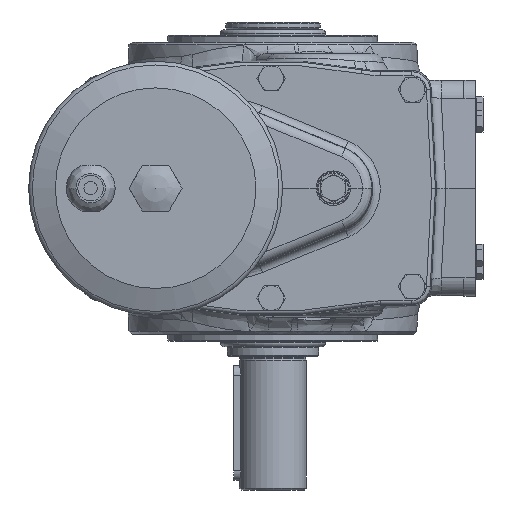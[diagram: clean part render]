
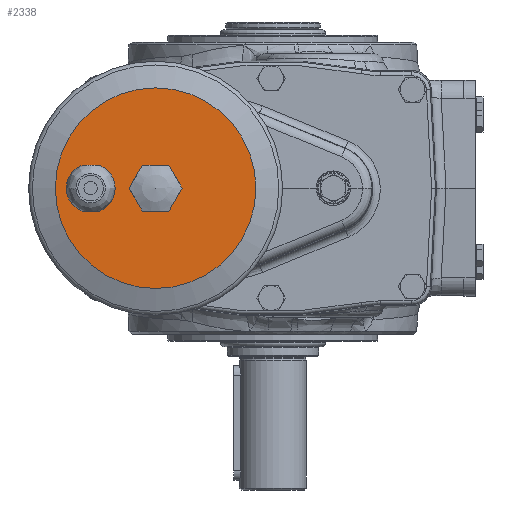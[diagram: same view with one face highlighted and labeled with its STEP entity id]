
A CAD part, left-side view. The second image highlights one B-rep face of the part: STEP entity #2338.
In plain terms, the highlighted planar face has unit normal (-1, 0, 0).
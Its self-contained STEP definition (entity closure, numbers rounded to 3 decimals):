
#2338 = ADVANCED_FACE( '', ( #5228, #5229, #5230 ), #5231, .T. );
#5228 = FACE_BOUND( '', #20288, .T. );
#5229 = FACE_OUTER_BOUND( '', #20289, .T. );
#5230 = FACE_BOUND( '', #20290, .T. );
#5231 = PLANE( '', #20291 );
#20288 = EDGE_LOOP( '', ( #30516, #30517, #30518, #30519 ) );
#20289 = EDGE_LOOP( '', ( #30520 ) );
#20290 = EDGE_LOOP( '', ( #30521, #30522, #30523, #30524, #30525, #30526 ) );
#20291 = AXIS2_PLACEMENT_3D( '', #30527, #30528, #30529 );
#30516 = ORIENTED_EDGE( '', *, *, #32923, .F. );
#30517 = ORIENTED_EDGE( '', *, *, #34042, .F. );
#30518 = ORIENTED_EDGE( '', *, *, #35063, .F. );
#30519 = ORIENTED_EDGE( '', *, *, #33184, .T. );
#30520 = ORIENTED_EDGE( '', *, *, #35141, .T. );
#30521 = ORIENTED_EDGE( '', *, *, #33523, .T. );
#30522 = ORIENTED_EDGE( '', *, *, #35142, .T. );
#30523 = ORIENTED_EDGE( '', *, *, #34633, .T. );
#30524 = ORIENTED_EDGE( '', *, *, #34406, .T. );
#30525 = ORIENTED_EDGE( '', *, *, #34853, .T. );
#30526 = ORIENTED_EDGE( '', *, *, #35143, .T. );
#30527 = CARTESIAN_POINT( '', ( -574.4, 113.9, 0. ) );
#30528 = DIRECTION( '', ( -1., 0., 0. ) );
#30529 = DIRECTION( '', ( 0., 1., 0. ) );
#32923 = EDGE_CURVE( '', #35988, #35989, #35990, .T. );
#33184 = EDGE_CURVE( '', #36431, #35989, #36432, .T. );
#33523 = EDGE_CURVE( '', #36988, #36992, #36994, .T. );
#34042 = EDGE_CURVE( '', #37776, #35988, #37778, .T. );
#34406 = EDGE_CURVE( '', #38284, #38288, #38290, .T. );
#34633 = EDGE_CURVE( '', #38605, #38284, #38608, .T. );
#34853 = EDGE_CURVE( '', #38288, #38883, #38885, .T. );
#35063 = EDGE_CURVE( '', #36431, #37776, #39154, .T. );
#35141 = EDGE_CURVE( '', #39249, #39249, #39250, .T. );
#35142 = EDGE_CURVE( '', #36992, #38605, #39251, .T. );
#35143 = EDGE_CURVE( '', #38883, #36988, #39252, .T. );
#35988 = VERTEX_POINT( '', #40779 );
#35989 = VERTEX_POINT( '', #40780 );
#35990 = CIRCLE( '', #40781, 12.8 );
#36431 = VERTEX_POINT( '', #41937 );
#36432 = LINE( '', #41938, #41939 );
#36988 = VERTEX_POINT( '', #43677 );
#36992 = VERTEX_POINT( '', #43682 );
#36994 = LINE( '', #43685, #43686 );
#37776 = VERTEX_POINT( '', #45496 );
#37778 = LINE( '', #45499, #45500 );
#38284 = VERTEX_POINT( '', #47089 );
#38288 = VERTEX_POINT( '', #47094 );
#38290 = LINE( '', #47097, #47098 );
#38605 = VERTEX_POINT( '', #47956 );
#38608 = LINE( '', #47960, #47961 );
#38883 = VERTEX_POINT( '', #48755 );
#38885 = LINE( '', #48758, #48759 );
#39154 = CIRCLE( '', #49718, 12.8 );
#39249 = VERTEX_POINT( '', #49882 );
#39250 = CIRCLE( '', #49883, 52.5 );
#39251 = LINE( '', #49884, #49885 );
#39252 = LINE( '', #49886, #49887 );
#40779 = CARTESIAN_POINT( '', ( -574.4, 90.946, -12. ) );
#40780 = CARTESIAN_POINT( '', ( -574.4, 90.946, 12. ) );
#40781 = AXIS2_PLACEMENT_3D( '', #51271, #51272, #51273 );
#41937 = CARTESIAN_POINT( '', ( -574.4, 99.854, 12. ) );
#41938 = CARTESIAN_POINT( '', ( -574.4, 99.854, 12. ) );
#41939 = VECTOR( '', #51556, 1000. );
#43677 = CARTESIAN_POINT( '', ( -574.4, 54.472, 12. ) );
#43682 = CARTESIAN_POINT( '', ( -574.4, 47.544, 0. ) );
#43685 = CARTESIAN_POINT( '', ( -574.4, 54.472, 12. ) );
#43686 = VECTOR( '', #51925, 1000. );
#45496 = CARTESIAN_POINT( '', ( -574.4, 99.854, -12. ) );
#45499 = CARTESIAN_POINT( '', ( -574.4, 99.854, -12. ) );
#45500 = VECTOR( '', #52514, 1000. );
#47089 = CARTESIAN_POINT( '', ( -574.4, 68.328, -12. ) );
#47094 = CARTESIAN_POINT( '', ( -574.4, 75.256, 0. ) );
#47097 = CARTESIAN_POINT( '', ( -574.4, 68.328, -12. ) );
#47098 = VECTOR( '', #52870, 1000. );
#47956 = CARTESIAN_POINT( '', ( -574.4, 54.472, -12. ) );
#47960 = CARTESIAN_POINT( '', ( -574.4, 54.472, -12. ) );
#47961 = VECTOR( '', #53113, 1000. );
#48755 = CARTESIAN_POINT( '', ( -574.4, 68.328, 12. ) );
#48758 = CARTESIAN_POINT( '', ( -574.4, 75.256, 0. ) );
#48759 = VECTOR( '', #53311, 1000. );
#49718 = AXIS2_PLACEMENT_3D( '', #53495, #53496, #53497 );
#49882 = CARTESIAN_POINT( '', ( -574.4, 113.9, 0. ) );
#49883 = AXIS2_PLACEMENT_3D( '', #53583, #53584, #53585 );
#49884 = CARTESIAN_POINT( '', ( -574.4, 47.544, 0. ) );
#49885 = VECTOR( '', #53586, 1000. );
#49886 = CARTESIAN_POINT( '', ( -574.4, 68.328, 12. ) );
#49887 = VECTOR( '', #53587, 1000. );
#51271 = CARTESIAN_POINT( '', ( -574.4, 95.4, 0. ) );
#51272 = DIRECTION( '', ( -1., 0., 0. ) );
#51273 = DIRECTION( '', ( 0., 1., 0. ) );
#51556 = DIRECTION( '', ( 0., -1., 0. ) );
#51925 = DIRECTION( '', ( 0., -0.5, -0.866 ) );
#52514 = DIRECTION( '', ( 0., -1., 0. ) );
#52870 = DIRECTION( '', ( 0., 0.5, 0.866 ) );
#53113 = DIRECTION( '', ( 0., 1., 0. ) );
#53311 = DIRECTION( '', ( 0., -0.5, 0.866 ) );
#53495 = CARTESIAN_POINT( '', ( -574.4, 95.4, 0. ) );
#53496 = DIRECTION( '', ( -1., 0., 0. ) );
#53497 = DIRECTION( '', ( 0., 1., 0. ) );
#53583 = CARTESIAN_POINT( '', ( -574.4, 61.4, 0. ) );
#53584 = DIRECTION( '', ( -1., 0., 0. ) );
#53585 = DIRECTION( '', ( 0., 1., 0. ) );
#53586 = DIRECTION( '', ( 0., 0.5, -0.866 ) );
#53587 = DIRECTION( '', ( 0., -1., 0. ) );
